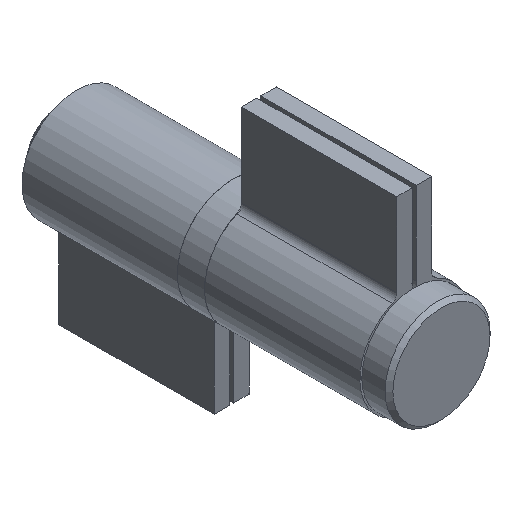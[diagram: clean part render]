
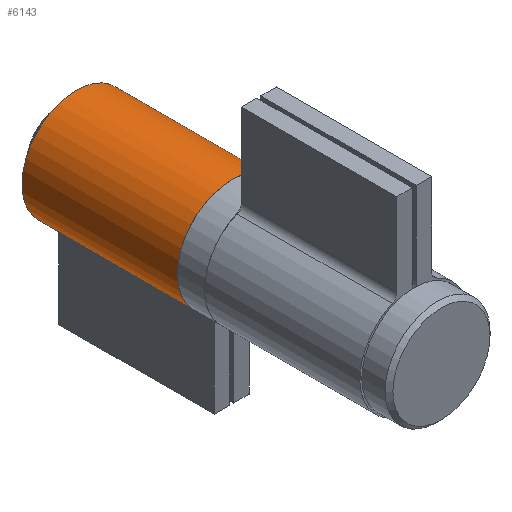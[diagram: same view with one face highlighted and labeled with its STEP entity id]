
A CAD part, isometric view. The second image highlights one B-rep face of the part: STEP entity #6143.
In plain terms, the highlighted cylindrical face has radius 14 mm (diameter 28 mm), a partial arc.
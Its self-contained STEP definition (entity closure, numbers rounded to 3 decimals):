
#12 = CIRCLE ( 'NONE', #11026, 14. ) ;
#326 = DIRECTION ( 'NONE',  ( 0., 0., -1. ) ) ;
#422 = EDGE_CURVE ( 'NONE', #6850, #2142, #5342, .T. ) ;
#639 = VECTOR ( 'NONE', #6609, 1000. ) ;
#649 = VECTOR ( 'NONE', #4178, 1000. ) ;
#859 = CARTESIAN_POINT ( 'NONE',  ( 5.687, 20., -12.793 ) ) ;
#1152 = AXIS2_PLACEMENT_3D ( 'NONE', #3875, #8651, #4842 ) ;
#1817 = DIRECTION ( 'NONE',  ( 0., 0., 1. ) ) ;
#1985 = CARTESIAN_POINT ( 'NONE',  ( -5.687, -20., -12.793 ) ) ;
#2142 = VERTEX_POINT ( 'NONE', #4272 ) ;
#2390 = EDGE_LOOP ( 'NONE', ( #8166, #10405, #10609, #5909 ) ) ;
#3738 = DIRECTION ( 'NONE',  ( 0., 1., 0. ) ) ;
#3875 = CARTESIAN_POINT ( 'NONE',  ( 0., -20., 0. ) ) ;
#4178 = DIRECTION ( 'NONE',  ( 0., -1., 0. ) ) ;
#4272 = CARTESIAN_POINT ( 'NONE',  ( 5.687, -20., -12.793 ) ) ;
#4281 = DIRECTION ( 'NONE',  ( 0., -1., 0. ) ) ;
#4307 = CARTESIAN_POINT ( 'NONE',  ( 5.687, 20., -12.793 ) ) ;
#4842 = DIRECTION ( 'NONE',  ( 0., 0., 1. ) ) ;
#5165 = FACE_OUTER_BOUND ( 'NONE', #2390, .T. ) ;
#5206 = CARTESIAN_POINT ( 'NONE',  ( 0., 20., 0. ) ) ;
#5342 = CIRCLE ( 'NONE', #1152, 14. ) ;
#5461 = AXIS2_PLACEMENT_3D ( 'NONE', #5206, #4281, #326 ) ;
#5909 = ORIENTED_EDGE ( 'NONE', *, *, #9526, .T. ) ;
#6143 = ADVANCED_FACE ( 'NONE', ( #5165 ), #12235, .T. ) ;
#6609 = DIRECTION ( 'NONE',  ( 0., -1., 0. ) ) ;
#6850 = VERTEX_POINT ( 'NONE', #1985 ) ;
#7036 = CARTESIAN_POINT ( 'NONE',  ( -5.687, 20., -12.793 ) ) ;
#8166 = ORIENTED_EDGE ( 'NONE', *, *, #422, .T. ) ;
#8296 = LINE ( 'NONE', #859, #639 ) ;
#8623 = LINE ( 'NONE', #7036, #649 ) ;
#8651 = DIRECTION ( 'NONE',  ( 0., 1., 0. ) ) ;
#9526 = EDGE_CURVE ( 'NONE', #10481, #6850, #8623, .T. ) ;
#10355 = EDGE_CURVE ( 'NONE', #12439, #2142, #8296, .T. ) ;
#10373 = EDGE_CURVE ( 'NONE', #10481, #12439, #12, .T. ) ;
#10405 = ORIENTED_EDGE ( 'NONE', *, *, #10355, .F. ) ;
#10481 = VERTEX_POINT ( 'NONE', #10763 ) ;
#10609 = ORIENTED_EDGE ( 'NONE', *, *, #10373, .F. ) ;
#10763 = CARTESIAN_POINT ( 'NONE',  ( -5.687, 20., -12.793 ) ) ;
#11026 = AXIS2_PLACEMENT_3D ( 'NONE', #11427, #3738, #1817 ) ;
#11427 = CARTESIAN_POINT ( 'NONE',  ( 0., 20., 0. ) ) ;
#12235 = CYLINDRICAL_SURFACE ( 'NONE', #5461, 14. ) ;
#12439 = VERTEX_POINT ( 'NONE', #4307 ) ;
